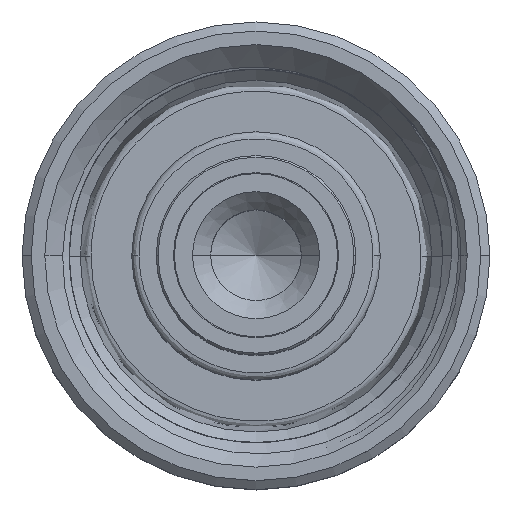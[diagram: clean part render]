
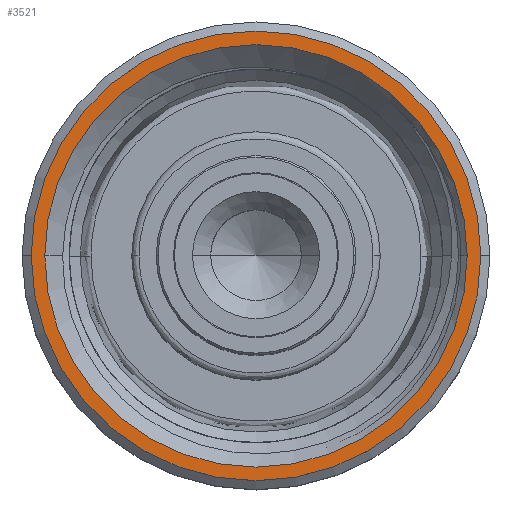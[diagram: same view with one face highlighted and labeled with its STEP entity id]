
A CAD part, top view. The second image highlights one B-rep face of the part: STEP entity #3521.
In plain terms, the highlighted planar face has unit normal (0, 0, 1).
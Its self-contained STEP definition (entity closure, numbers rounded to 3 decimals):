
#83 = CIRCLE ( 'NONE', #16191, 5.825 ) ;
#1595 = DIRECTION ( 'NONE',  ( 1., 0., 0. ) ) ;
#2879 = ORIENTED_EDGE ( 'NONE', *, *, #8475, .T. ) ;
#3521 = ADVANCED_FACE ( 'NONE', ( #6132, #11826 ), #6483, .T. ) ;
#3603 = EDGE_CURVE ( 'NONE', #15742, #16937, #17639, .T. ) ;
#4127 = EDGE_CURVE ( 'NONE', #16937, #15742, #15562, .T. ) ;
#4526 = DIRECTION ( 'NONE',  ( 0., 0., -1. ) ) ;
#4983 = DIRECTION ( 'NONE',  ( -1., 0., 0. ) ) ;
#5540 = ORIENTED_EDGE ( 'NONE', *, *, #4127, .F. ) ;
#6132 = FACE_OUTER_BOUND ( 'NONE', #13256, .T. ) ;
#6218 = DIRECTION ( 'NONE',  ( 1., 0., 0. ) ) ;
#6281 = CARTESIAN_POINT ( 'NONE',  ( 0., 0., 6.15 ) ) ;
#6483 = PLANE ( 'NONE',  #17026 ) ;
#6580 = VERTEX_POINT ( 'NONE', #7723 ) ;
#7108 = EDGE_LOOP ( 'NONE', ( #10727, #2879 ) ) ;
#7723 = CARTESIAN_POINT ( 'NONE',  ( 5.825, 0., 6.15 ) ) ;
#8475 = EDGE_CURVE ( 'NONE', #13153, #6580, #10603, .T. ) ;
#9212 = DIRECTION ( 'NONE',  ( 0., 0., -1. ) ) ;
#9896 = AXIS2_PLACEMENT_3D ( 'NONE', #6281, #12063, #11977 ) ;
#10090 = CARTESIAN_POINT ( 'NONE',  ( 0., 0., 6.15 ) ) ;
#10126 = CARTESIAN_POINT ( 'NONE',  ( -6.2, 0., 6.15 ) ) ;
#10128 = CARTESIAN_POINT ( 'NONE',  ( 0., 0., 6.15 ) ) ;
#10603 = CIRCLE ( 'NONE', #16560, 5.825 ) ;
#10727 = ORIENTED_EDGE ( 'NONE', *, *, #14190, .T. ) ;
#10782 = CARTESIAN_POINT ( 'NONE',  ( 6.2, 0., 6.15 ) ) ;
#11826 = FACE_BOUND ( 'NONE', #7108, .T. ) ;
#11977 = DIRECTION ( 'NONE',  ( -1., 0., 0. ) ) ;
#12000 = DIRECTION ( 'NONE',  ( 0., 0., 1. ) ) ;
#12063 = DIRECTION ( 'NONE',  ( 0., 0., -1. ) ) ;
#13153 = VERTEX_POINT ( 'NONE', #15617 ) ;
#13256 = EDGE_LOOP ( 'NONE', ( #5540, #15396 ) ) ;
#13412 = CARTESIAN_POINT ( 'NONE',  ( 0., 0., 6.15 ) ) ;
#14068 = AXIS2_PLACEMENT_3D ( 'NONE', #13412, #9212, #4983 ) ;
#14190 = EDGE_CURVE ( 'NONE', #6580, #13153, #83, .T. ) ;
#14670 = DIRECTION ( 'NONE',  ( 0., 0., -1. ) ) ;
#15396 = ORIENTED_EDGE ( 'NONE', *, *, #3603, .F. ) ;
#15562 = CIRCLE ( 'NONE', #9896, 6.2 ) ;
#15617 = CARTESIAN_POINT ( 'NONE',  ( -5.825, 0., 6.15 ) ) ;
#15742 = VERTEX_POINT ( 'NONE', #10782 ) ;
#15827 = DIRECTION ( 'NONE',  ( 1., 0., 0. ) ) ;
#16116 = CARTESIAN_POINT ( 'NONE',  ( 0., 6.2, 6.15 ) ) ;
#16191 = AXIS2_PLACEMENT_3D ( 'NONE', #10128, #4526, #15827 ) ;
#16560 = AXIS2_PLACEMENT_3D ( 'NONE', #10090, #14670, #1595 ) ;
#16937 = VERTEX_POINT ( 'NONE', #10126 ) ;
#17026 = AXIS2_PLACEMENT_3D ( 'NONE', #16116, #12000, #6218 ) ;
#17639 = CIRCLE ( 'NONE', #14068, 6.2 ) ;
